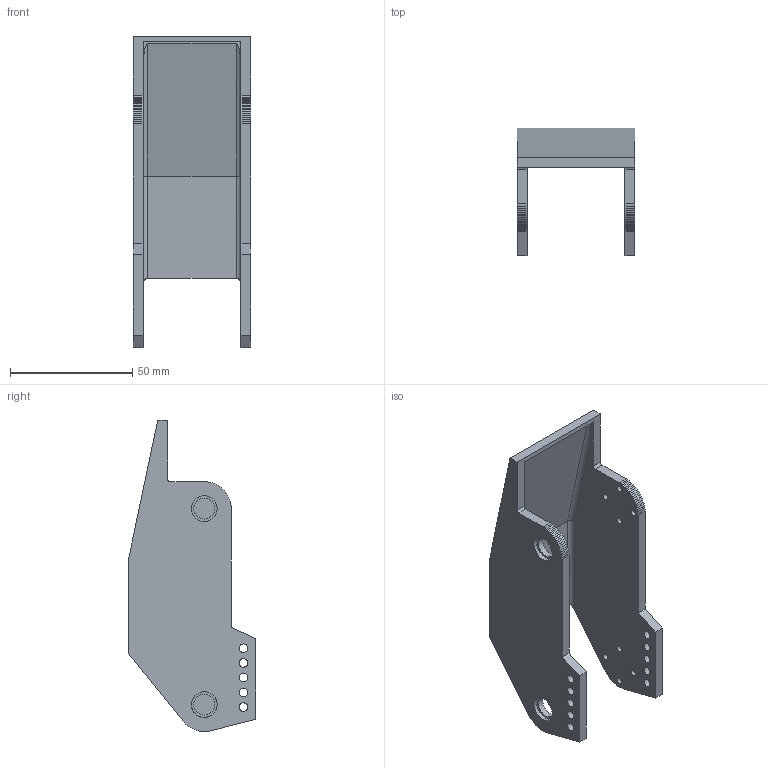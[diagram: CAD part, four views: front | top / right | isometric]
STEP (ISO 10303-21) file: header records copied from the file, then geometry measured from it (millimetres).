
FILE_DESCRIPTION(('FreeCAD Model'),'2;1');
FILE_NAME('pierna2.step', '2015-03-07T01:59:06',('FreeCAD'),('FreeCAD'), 'Open CASCADE STEP processor 6.7','FreeCAD','Unknown');
FILE_SCHEMA(('AUTOMOTIVE_DESIGN_CC2 { 1 2 10303 214 -1 1 5 4 }'));
Length unit declared in the file: millimetre
Products named in the file (1): pierna2
Bounding box: 48 x 52 x 127 mm (x, y, z)
Volume: 44944.5 mm3; surface area: 27482.5 mm2
Topology: 1 solids, 1 shells, 123 faces, 362 edges, 243 vertices
Faces by surface type: plane 95, cylinder 28
Full cylindrical faces by diameter (mm): 2.5 x8, 3.5 x10, 8.5 x2, 10.5 x2
Entity records: 8918 total; most frequent: CARTESIAN_POINT 1763, DIRECTION 1269, LINE 872, VECTOR 872, ORIENTED_EDGE 724, PCURVE 724, DEFINITIONAL_REPRESENTATION 724, EDGE_CURVE 362
